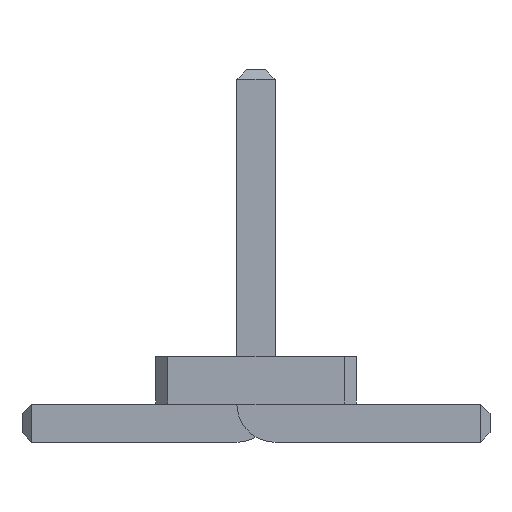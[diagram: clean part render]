
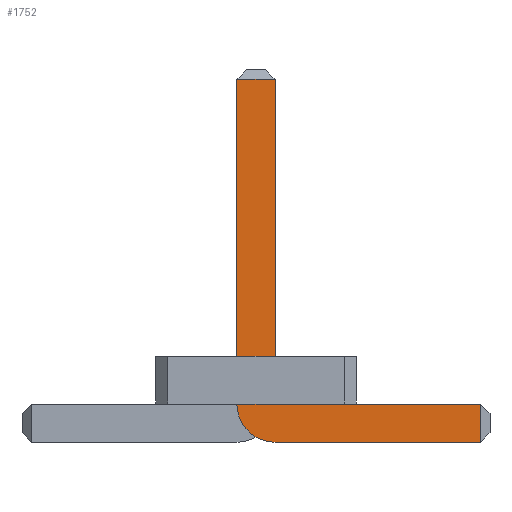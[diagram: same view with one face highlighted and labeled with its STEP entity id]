
A CAD part, front view. The second image highlights one B-rep face of the part: STEP entity #1752.
In plain terms, the highlighted planar face has unit normal (0, -1, 0).
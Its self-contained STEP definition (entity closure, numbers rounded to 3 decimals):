
#13=DIRECTION('',(0.,0.,1.));
#67=DIRECTION('',(1.,0.,0.));
#725=VECTOR('',#67,1.);
#736=DIRECTION('',(0.,1.,0.));
#778=DIRECTION('',(-1.,0.,0.));
#1433=VECTOR('',#778,1.);
#1560=DIRECTION('',(-0.,1.,0.));
#1561=DIRECTION('',(0.,0.,-1.));
#1568=VECTOR('',#1569,1.);
#1569=DIRECTION('',(0.,0.,1.));
#1580=VECTOR('',#1561,1.);
#1598=VERTEX_POINT('',#1599);
#1599=CARTESIAN_POINT('',(2.35,-7.185,0.));
#1602=ORIENTED_EDGE('',*,*,#1603,.T.);
#1603=EDGE_CURVE('',#1598,#1604,#1606,.T.);
#1604=VERTEX_POINT('',#1605);
#1605=CARTESIAN_POINT('',(0.2,-7.185,0.));
#1606=LINE('',#1607,#1433);
#1607=CARTESIAN_POINT('',(2.45,-7.185,0.));
#1647=VERTEX_POINT('',#1648);
#1648=CARTESIAN_POINT('',(-0.2,-7.185,0.4));
#1651=EDGE_CURVE('',#1604,#1647,#1652,.T.);
#1652=CIRCLE('',#1653,0.4);
#1653=AXIS2_PLACEMENT_3D('',#1654,#1560,#1561);
#1654=CARTESIAN_POINT('',(0.2,-7.185,0.4));
#1663=VERTEX_POINT('',#1654);
#1665=ORIENTED_EDGE('',*,*,#1666,.T.);
#1666=EDGE_CURVE('',#1663,#1667,#1669,.T.);
#1667=VERTEX_POINT('',#1668);
#1668=CARTESIAN_POINT('',(2.35,-7.185,0.4));
#1669=LINE('',#1654,#725);
#1679=ORIENTED_EDGE('',*,*,#1680,.T.);
#1680=EDGE_CURVE('',#1647,#1681,#1683,.T.);
#1681=VERTEX_POINT('',#1682);
#1682=CARTESIAN_POINT('',(-0.2,-7.185,3.8));
#1683=LINE('',#1684,#1568);
#1684=CARTESIAN_POINT('',(-0.2,-7.185,0.));
#1697=VERTEX_POINT('',#1698);
#1698=CARTESIAN_POINT('',(0.2,-7.185,3.8));
#1700=ORIENTED_EDGE('',*,*,#1701,.T.);
#1701=EDGE_CURVE('',#1697,#1663,#1702,.T.);
#1702=LINE('',#1703,#1580);
#1703=CARTESIAN_POINT('',(0.2,-7.185,3.9));
#1752=ADVANCED_FACE('',(#1753),#1762,.F.);
#1753=FACE_BOUND('',#1754,.F.);
#1754=EDGE_LOOP('',(#1602,#1755,#1679,#1756,#1700,#1665,#1759));
#1755=ORIENTED_EDGE('',*,*,#1651,.T.);
#1756=ORIENTED_EDGE('',*,*,#1757,.T.);
#1757=EDGE_CURVE('',#1681,#1697,#1758,.T.);
#1758=LINE('',#1682,#725);
#1759=ORIENTED_EDGE('',*,*,#1760,.T.);
#1760=EDGE_CURVE('',#1667,#1598,#1761,.T.);
#1761=LINE('',#1668,#1580);
#1762=PLANE('',#1763);
#1763=AXIS2_PLACEMENT_3D('',#1764,#736,#13);
#1764=CARTESIAN_POINT('',(0.524,-7.185,1.349));
